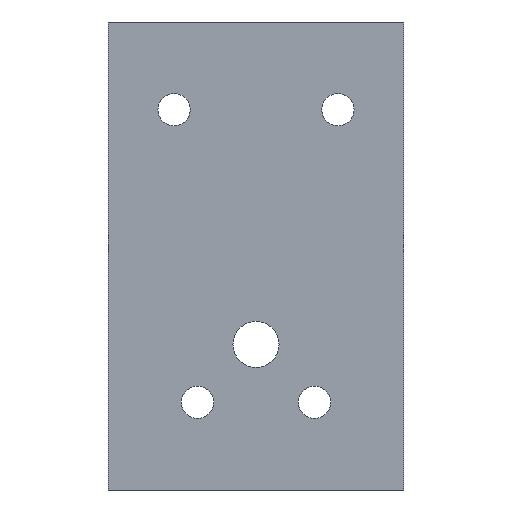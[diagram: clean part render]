
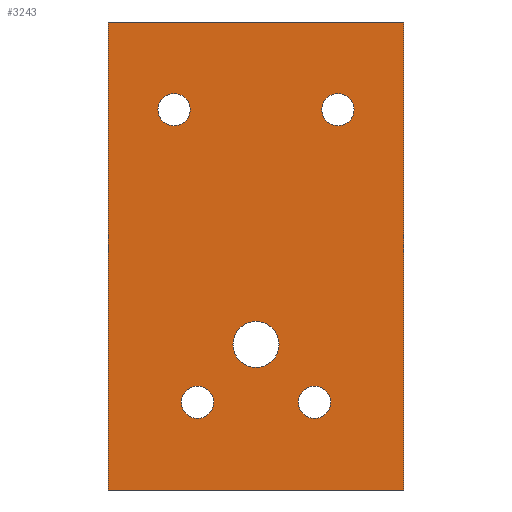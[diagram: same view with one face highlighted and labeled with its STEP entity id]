
A CAD part, front view. The second image highlights one B-rep face of the part: STEP entity #3243.
In plain terms, the highlighted planar face has unit normal (0, -1, 0).
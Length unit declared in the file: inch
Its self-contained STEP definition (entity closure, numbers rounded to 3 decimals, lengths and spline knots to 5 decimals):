
#2947=DIRECTION('',(0.,0.,-1.));
#2948=VECTOR('',#2947,2.);
#2949=CARTESIAN_POINT('',(-0.632,-0.084,0.));
#2950=LINE('',#2949,#2948);
#2951=CARTESIAN_POINT('',(-0.35,-0.084,-0.375));
#2952=DIRECTION('',(0.,1.,0.));
#2953=DIRECTION('',(1.,0.,0.));
#2954=AXIS2_PLACEMENT_3D('',#2951,#2952,#2953);
#2956=CARTESIAN_POINT('',(-0.35,-0.084,-0.375));
#2957=DIRECTION('',(0.,1.,0.));
#2958=DIRECTION('',(-1.,0.,0.));
#2959=AXIS2_PLACEMENT_3D('',#2956,#2957,#2958);
#2961=CARTESIAN_POINT('',(0.35,-0.084,-0.375));
#2962=DIRECTION('',(0.,1.,0.));
#2963=DIRECTION('',(1.,0.,0.));
#2964=AXIS2_PLACEMENT_3D('',#2961,#2962,#2963);
#2966=CARTESIAN_POINT('',(0.35,-0.084,-0.375));
#2967=DIRECTION('',(0.,1.,0.));
#2968=DIRECTION('',(-1.,0.,0.));
#2969=AXIS2_PLACEMENT_3D('',#2966,#2967,#2968);
#2971=CARTESIAN_POINT('',(-0.25,-0.084,-1.625));
#2972=DIRECTION('',(0.,1.,0.));
#2973=DIRECTION('',(1.,0.,0.));
#2974=AXIS2_PLACEMENT_3D('',#2971,#2972,#2973);
#2976=CARTESIAN_POINT('',(-0.25,-0.084,-1.625));
#2977=DIRECTION('',(0.,1.,0.));
#2978=DIRECTION('',(-1.,0.,0.));
#2979=AXIS2_PLACEMENT_3D('',#2976,#2977,#2978);
#2981=CARTESIAN_POINT('',(0.25,-0.084,-1.625));
#2982=DIRECTION('',(0.,1.,0.));
#2983=DIRECTION('',(1.,0.,0.));
#2984=AXIS2_PLACEMENT_3D('',#2981,#2982,#2983);
#2986=CARTESIAN_POINT('',(0.25,-0.084,-1.625));
#2987=DIRECTION('',(0.,1.,0.));
#2988=DIRECTION('',(-1.,0.,0.));
#2989=AXIS2_PLACEMENT_3D('',#2986,#2987,#2988);
#2991=CARTESIAN_POINT('',(0.,-0.084,-1.37795));
#2992=DIRECTION('',(0.,1.,0.));
#2993=DIRECTION('',(1.,0.,0.));
#2994=AXIS2_PLACEMENT_3D('',#2991,#2992,#2993);
#2996=CARTESIAN_POINT('',(0.,-0.084,-1.37795));
#2997=DIRECTION('',(0.,1.,0.));
#2998=DIRECTION('',(-1.,0.,0.));
#2999=AXIS2_PLACEMENT_3D('',#2996,#2997,#2998);
#3001=DIRECTION('',(1.,0.,0.));
#3002=VECTOR('',#3001,1.264);
#3003=CARTESIAN_POINT('',(-0.632,-0.084,0.));
#3004=LINE('',#3003,#3002);
#3017=DIRECTION('',(1.,0.,0.));
#3018=VECTOR('',#3017,1.264);
#3019=CARTESIAN_POINT('',(-0.632,-0.084,-2.));
#3020=LINE('',#3019,#3018);
#3029=DIRECTION('',(0.,0.,-1.));
#3030=VECTOR('',#3029,2.);
#3031=CARTESIAN_POINT('',(0.632,-0.084,0.));
#3032=LINE('',#3031,#3030);
#3127=CARTESIAN_POINT('',(-0.632,-0.084,0.));
#3128=CARTESIAN_POINT('',(0.632,-0.084,0.));
#3129=VERTEX_POINT('',#3127);
#3130=VERTEX_POINT('',#3128);
#3131=CARTESIAN_POINT('',(-0.632,-0.084,-2.));
#3132=CARTESIAN_POINT('',(0.632,-0.084,-2.));
#3133=VERTEX_POINT('',#3131);
#3134=VERTEX_POINT('',#3132);
#3143=CARTESIAN_POINT('',(-0.2811,-0.084,-0.375));
#3144=CARTESIAN_POINT('',(-0.4189,-0.084,-0.375));
#3145=VERTEX_POINT('',#3143);
#3146=VERTEX_POINT('',#3144);
#3151=CARTESIAN_POINT('',(0.4189,-0.084,-0.375));
#3152=CARTESIAN_POINT('',(0.2811,-0.084,-0.375));
#3153=VERTEX_POINT('',#3151);
#3154=VERTEX_POINT('',#3152);
#3159=CARTESIAN_POINT('',(-0.1811,-0.084,-1.625));
#3160=CARTESIAN_POINT('',(-0.3189,-0.084,-1.625));
#3161=VERTEX_POINT('',#3159);
#3162=VERTEX_POINT('',#3160);
#3167=CARTESIAN_POINT('',(0.3189,-0.084,-1.625));
#3168=CARTESIAN_POINT('',(0.1811,-0.084,-1.625));
#3169=VERTEX_POINT('',#3167);
#3170=VERTEX_POINT('',#3168);
#3175=CARTESIAN_POINT('',(0.09843,-0.084,-1.37795));
#3176=CARTESIAN_POINT('',(-0.09843,-0.084,-1.37795));
#3177=VERTEX_POINT('',#3175);
#3178=VERTEX_POINT('',#3176);
#3199=CARTESIAN_POINT('',(-0.632,-0.084,0.));
#3200=DIRECTION('',(0.,-1.,0.));
#3201=DIRECTION('',(1.,0.,0.));
#3202=AXIS2_PLACEMENT_3D('',#3199,#3200,#3201);
#3203=PLANE('',#3202);
#3205=ORIENTED_EDGE('',*,*,#3204,.T.);
#3207=ORIENTED_EDGE('',*,*,#3206,.T.);
#3209=ORIENTED_EDGE('',*,*,#3208,.F.);
#3211=ORIENTED_EDGE('',*,*,#3210,.F.);
#3212=EDGE_LOOP('',(#3205,#3207,#3209,#3211));
#3213=FACE_OUTER_BOUND('',#3212,.F.);
#3215=ORIENTED_EDGE('',*,*,#3214,.F.);
#3217=ORIENTED_EDGE('',*,*,#3216,.F.);
#3218=EDGE_LOOP('',(#3215,#3217));
#3219=FACE_BOUND('',#3218,.F.);
#3221=ORIENTED_EDGE('',*,*,#3220,.F.);
#3223=ORIENTED_EDGE('',*,*,#3222,.F.);
#3224=EDGE_LOOP('',(#3221,#3223));
#3225=FACE_BOUND('',#3224,.F.);
#3227=ORIENTED_EDGE('',*,*,#3226,.F.);
#3229=ORIENTED_EDGE('',*,*,#3228,.F.);
#3230=EDGE_LOOP('',(#3227,#3229));
#3231=FACE_BOUND('',#3230,.F.);
#3233=ORIENTED_EDGE('',*,*,#3232,.F.);
#3235=ORIENTED_EDGE('',*,*,#3234,.F.);
#3236=EDGE_LOOP('',(#3233,#3235));
#3237=FACE_BOUND('',#3236,.F.);
#3239=ORIENTED_EDGE('',*,*,#3238,.F.);
#3240=ORIENTED_EDGE('',*,*,#3188,.F.);
#3241=EDGE_LOOP('',(#3239,#3240));
#3242=FACE_BOUND('',#3241,.F.);
#3243=ADVANCED_FACE('',(#3213,#3219,#3225,#3231,#3237,#3242),#3203,.T.);
#2955=CIRCLE('',#2954,0.0689);
#2960=CIRCLE('',#2959,0.0689);
#2965=CIRCLE('',#2964,0.0689);
#2970=CIRCLE('',#2969,0.0689);
#2975=CIRCLE('',#2974,0.0689);
#2980=CIRCLE('',#2979,0.0689);
#2985=CIRCLE('',#2984,0.0689);
#2990=CIRCLE('',#2989,0.0689);
#2995=CIRCLE('',#2994,0.09843);
#3000=CIRCLE('',#2999,0.09843);
#3188=EDGE_CURVE('',#3178,#3177,#3000,.T.);
#3204=EDGE_CURVE('',#3129,#3130,#3004,.T.);
#3206=EDGE_CURVE('',#3130,#3134,#3032,.T.);
#3208=EDGE_CURVE('',#3133,#3134,#3020,.T.);
#3210=EDGE_CURVE('',#3129,#3133,#2950,.T.);
#3214=EDGE_CURVE('',#3145,#3146,#2955,.T.);
#3216=EDGE_CURVE('',#3146,#3145,#2960,.T.);
#3220=EDGE_CURVE('',#3153,#3154,#2965,.T.);
#3222=EDGE_CURVE('',#3154,#3153,#2970,.T.);
#3226=EDGE_CURVE('',#3161,#3162,#2975,.T.);
#3228=EDGE_CURVE('',#3162,#3161,#2980,.T.);
#3232=EDGE_CURVE('',#3169,#3170,#2985,.T.);
#3234=EDGE_CURVE('',#3170,#3169,#2990,.T.);
#3238=EDGE_CURVE('',#3177,#3178,#2995,.T.);
